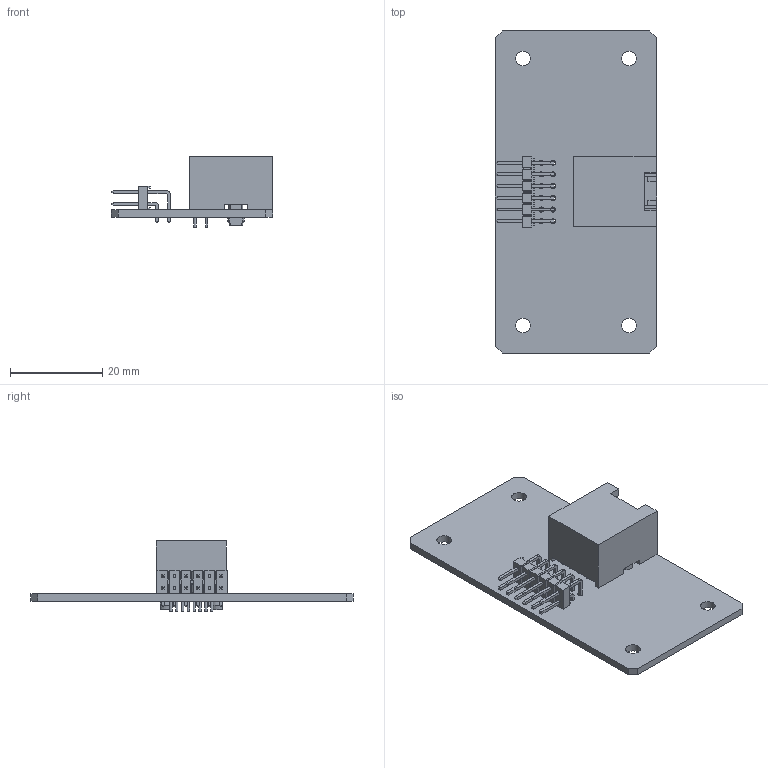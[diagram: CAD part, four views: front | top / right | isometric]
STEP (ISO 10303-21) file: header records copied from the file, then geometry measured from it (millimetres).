
FILE_DESCRIPTION(/* description */ (''),/* implementation_level */ '2;1');
FILE_NAME(/* name */ 'CRE-A.step',/* time_stamp */ '2022-06-27T15:27:43+01:00',/* author */ (''),/* organization */ (''),/* preprocessor_version */ 'ST-DEVELOPER v19',/* originating_system */ 'Autodesk Translation Framework v11.7.0.108',/* authorisation */ '');
FILE_SCHEMA (('AUTOMOTIVE_DESIGN { 1 0 10303 214 3 1 1 }'));
Length unit declared in the file: millimetre
Products named in the file (5): CRE-A; TSW-106-08-G-D-NA; _TSW-106-08-G-D-NA_body; _T-1S6-08-TSW-1-08-6-NA-D; s54601-908wplf
Assembly tree (4 placements, depth 3):
  CRE-A
    TSW-106-08-G-D-NA
      _TSW-106-08-G-D-NA_body
      _T-1S6-08-TSW-1-08-6-NA-D
    s54601-908wplf
Bounding box: 35 x 70 x 15.25 mm (x, y, z)
Volume: 5955.6 mm3; surface area: 8316.6 mm2
Topology: 4 solids, 4 shells, 692 faces, 1830 edges, 1170 vertices
Faces by surface type: plane 602, cylinder 74, cone 8, torus 8
Full cylindrical faces by diameter (mm): 0.46 x8, 0.52 x8, 0.76 x8, 1.1 x12, 3.2 x4, 3.35 x2
Entity records: 21961 total; most frequent: CARTESIAN_POINT 3885, ORIENTED_EDGE 3660, DIRECTION 3376, EDGE_CURVE 1830, LINE 1638, VECTOR 1638, VERTEX_POINT 1170, AXIS2_PLACEMENT_3D 869
